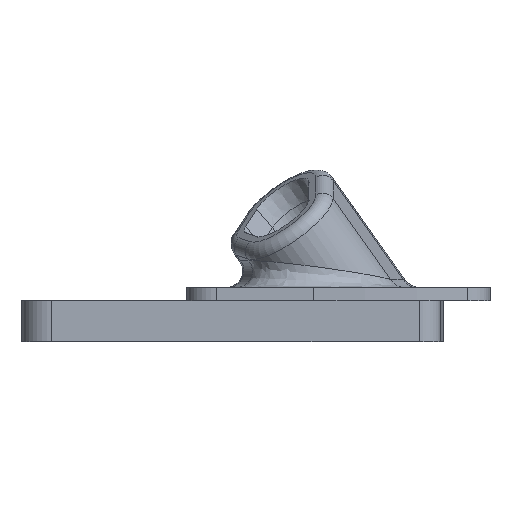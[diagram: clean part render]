
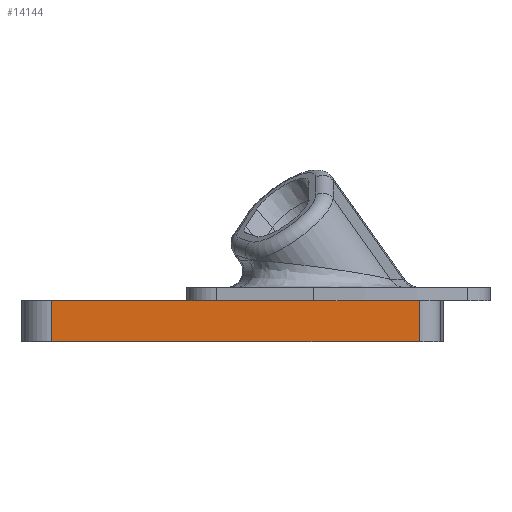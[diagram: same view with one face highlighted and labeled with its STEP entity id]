
A CAD part, left-side view. The second image highlights one B-rep face of the part: STEP entity #14144.
In plain terms, the highlighted planar face has unit normal (-1, 0, 0).
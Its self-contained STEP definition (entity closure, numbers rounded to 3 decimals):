
#6384 = PLANE('',#6385);
#6385 = AXIS2_PLACEMENT_3D('',#6386,#6387,#6388);
#6386 = CARTESIAN_POINT('',(0.,0.,-1.6));
#6387 = DIRECTION('',(0.,0.,1.));
#6388 = DIRECTION('',(1.,0.,0.));
#6847 = VERTEX_POINT('',#6848);
#6848 = CARTESIAN_POINT('',(-72.8,18.4,-1.6));
#6862 = PLANE('',#6863);
#6863 = AXIS2_PLACEMENT_3D('',#6864,#6865,#6866);
#6864 = CARTESIAN_POINT('',(0.,12.8,-1.6));
#6865 = DIRECTION('',(0.,0.,-1.));
#6866 = DIRECTION('',(-1.,0.,0.));
#11505 = EDGE_CURVE('',#6847,#11506,#11508,.T.);
#11506 = VERTEX_POINT('',#11507);
#11507 = CARTESIAN_POINT('',(-72.8,-9.8,-1.6));
#11508 = SURFACE_CURVE('',#11509,(#11513,#11520),.PCURVE_S1.);
#11509 = LINE('',#11510,#11511);
#11510 = CARTESIAN_POINT('',(-72.8,-4.9,-1.6));
#11511 = VECTOR('',#11512,1.);
#11512 = DIRECTION('',(0.,-1.,0.));
#11513 = PCURVE('',#6384,#11514);
#11514 = DEFINITIONAL_REPRESENTATION('',(#11515),#11519);
#11515 = LINE('',#11516,#11517);
#11516 = CARTESIAN_POINT('',(-72.8,-4.9));
#11517 = VECTOR('',#11518,1.);
#11518 = DIRECTION('',(0.,-1.));
#11519 = ( GEOMETRIC_REPRESENTATION_CONTEXT(2) 
PARAMETRIC_REPRESENTATION_CONTEXT() REPRESENTATION_CONTEXT('2D SPACE',''
  ) );
#11520 = PCURVE('',#11521,#11526);
#11521 = PLANE('',#11522);
#11522 = AXIS2_PLACEMENT_3D('',#11523,#11524,#11525);
#11523 = CARTESIAN_POINT('',(-72.8,-9.8,-1.6));
#11524 = DIRECTION('',(-1.,0.,0.));
#11525 = DIRECTION('',(0.,1.,0.));
#11526 = DEFINITIONAL_REPRESENTATION('',(#11527),#11531);
#11527 = LINE('',#11528,#11529);
#11528 = CARTESIAN_POINT('',(4.9,0.));
#11529 = VECTOR('',#11530,1.);
#11530 = DIRECTION('',(-1.,0.));
#11531 = ( GEOMETRIC_REPRESENTATION_CONTEXT(2) 
PARAMETRIC_REPRESENTATION_CONTEXT() REPRESENTATION_CONTEXT('2D SPACE',''
  ) );
#11550 = CYLINDRICAL_SURFACE('',#11551,2.6);
#11551 = AXIS2_PLACEMENT_3D('',#11552,#11553,#11554);
#11552 = CARTESIAN_POINT('',(-70.2,-9.8,-1.6));
#11553 = DIRECTION('',(0.,0.,-1.));
#11554 = DIRECTION('',(0.,-1.,0.));
#12076 = VERTEX_POINT('',#12077);
#12077 = CARTESIAN_POINT('',(-72.8,34.8,-1.6));
#12092 = CYLINDRICAL_SURFACE('',#12093,3.6);
#12093 = AXIS2_PLACEMENT_3D('',#12094,#12095,#12096);
#12094 = CARTESIAN_POINT('',(-69.2,34.8,-1.6));
#12095 = DIRECTION('',(0.,0.,-1.));
#12096 = DIRECTION('',(-1.,0.,0.));
#12104 = EDGE_CURVE('',#6847,#12076,#12105,.T.);
#12105 = SURFACE_CURVE('',#12106,(#12110,#12117),.PCURVE_S1.);
#12106 = LINE('',#12107,#12108);
#12107 = CARTESIAN_POINT('',(-72.8,-9.8,-1.6));
#12108 = VECTOR('',#12109,1.);
#12109 = DIRECTION('',(0.,1.,0.));
#12110 = PCURVE('',#6862,#12111);
#12111 = DEFINITIONAL_REPRESENTATION('',(#12112),#12116);
#12112 = LINE('',#12113,#12114);
#12113 = CARTESIAN_POINT('',(72.8,-22.6));
#12114 = VECTOR('',#12115,1.);
#12115 = DIRECTION('',(0.,1.));
#12116 = ( GEOMETRIC_REPRESENTATION_CONTEXT(2) 
PARAMETRIC_REPRESENTATION_CONTEXT() REPRESENTATION_CONTEXT('2D SPACE',''
  ) );
#12117 = PCURVE('',#11521,#12118);
#12118 = DEFINITIONAL_REPRESENTATION('',(#12119),#12123);
#12119 = LINE('',#12120,#12121);
#12120 = CARTESIAN_POINT('',(0.,0.));
#12121 = VECTOR('',#12122,1.);
#12122 = DIRECTION('',(1.,0.));
#12123 = ( GEOMETRIC_REPRESENTATION_CONTEXT(2) 
PARAMETRIC_REPRESENTATION_CONTEXT() REPRESENTATION_CONTEXT('2D SPACE',''
  ) );
#14144 = ADVANCED_FACE('',(#14145),#11521,.T.);
#14145 = FACE_BOUND('',#14146,.T.);
#14146 = EDGE_LOOP('',(#14147,#14148,#14149,#14172,#14200));
#14147 = ORIENTED_EDGE('',*,*,#11505,.F.);
#14148 = ORIENTED_EDGE('',*,*,#12104,.T.);
#14149 = ORIENTED_EDGE('',*,*,#14150,.T.);
#14150 = EDGE_CURVE('',#12076,#14151,#14153,.T.);
#14151 = VERTEX_POINT('',#14152);
#14152 = CARTESIAN_POINT('',(-72.8,34.8,-6.6));
#14153 = SURFACE_CURVE('',#14154,(#14158,#14165),.PCURVE_S1.);
#14154 = LINE('',#14155,#14156);
#14155 = CARTESIAN_POINT('',(-72.8,34.8,-1.6));
#14156 = VECTOR('',#14157,1.);
#14157 = DIRECTION('',(0.,0.,-1.));
#14158 = PCURVE('',#11521,#14159);
#14159 = DEFINITIONAL_REPRESENTATION('',(#14160),#14164);
#14160 = LINE('',#14161,#14162);
#14161 = CARTESIAN_POINT('',(44.6,0.));
#14162 = VECTOR('',#14163,1.);
#14163 = DIRECTION('',(0.,1.));
#14164 = ( GEOMETRIC_REPRESENTATION_CONTEXT(2) 
PARAMETRIC_REPRESENTATION_CONTEXT() REPRESENTATION_CONTEXT('2D SPACE',''
  ) );
#14165 = PCURVE('',#12092,#14166);
#14166 = DEFINITIONAL_REPRESENTATION('',(#14167),#14171);
#14167 = LINE('',#14168,#14169);
#14168 = CARTESIAN_POINT('',(0.,0.));
#14169 = VECTOR('',#14170,1.);
#14170 = DIRECTION('',(0.,1.));
#14171 = ( GEOMETRIC_REPRESENTATION_CONTEXT(2) 
PARAMETRIC_REPRESENTATION_CONTEXT() REPRESENTATION_CONTEXT('2D SPACE',''
  ) );
#14172 = ORIENTED_EDGE('',*,*,#14173,.F.);
#14173 = EDGE_CURVE('',#14174,#14151,#14176,.T.);
#14174 = VERTEX_POINT('',#14175);
#14175 = CARTESIAN_POINT('',(-72.8,-9.8,-6.6));
#14176 = SURFACE_CURVE('',#14177,(#14181,#14188),.PCURVE_S1.);
#14177 = LINE('',#14178,#14179);
#14178 = CARTESIAN_POINT('',(-72.8,-9.8,-6.6));
#14179 = VECTOR('',#14180,1.);
#14180 = DIRECTION('',(0.,1.,0.));
#14181 = PCURVE('',#11521,#14182);
#14182 = DEFINITIONAL_REPRESENTATION('',(#14183),#14187);
#14183 = LINE('',#14184,#14185);
#14184 = CARTESIAN_POINT('',(0.,5.));
#14185 = VECTOR('',#14186,1.);
#14186 = DIRECTION('',(1.,0.));
#14187 = ( GEOMETRIC_REPRESENTATION_CONTEXT(2) 
PARAMETRIC_REPRESENTATION_CONTEXT() REPRESENTATION_CONTEXT('2D SPACE',''
  ) );
#14188 = PCURVE('',#14189,#14194);
#14189 = PLANE('',#14190);
#14190 = AXIS2_PLACEMENT_3D('',#14191,#14192,#14193);
#14191 = CARTESIAN_POINT('',(0.,12.8,-6.6));
#14192 = DIRECTION('',(0.,0.,-1.));
#14193 = DIRECTION('',(-1.,0.,0.));
#14194 = DEFINITIONAL_REPRESENTATION('',(#14195),#14199);
#14195 = LINE('',#14196,#14197);
#14196 = CARTESIAN_POINT('',(72.8,-22.6));
#14197 = VECTOR('',#14198,1.);
#14198 = DIRECTION('',(0.,1.));
#14199 = ( GEOMETRIC_REPRESENTATION_CONTEXT(2) 
PARAMETRIC_REPRESENTATION_CONTEXT() REPRESENTATION_CONTEXT('2D SPACE',''
  ) );
#14200 = ORIENTED_EDGE('',*,*,#14201,.F.);
#14201 = EDGE_CURVE('',#11506,#14174,#14202,.T.);
#14202 = SURFACE_CURVE('',#14203,(#14207,#14214),.PCURVE_S1.);
#14203 = LINE('',#14204,#14205);
#14204 = CARTESIAN_POINT('',(-72.8,-9.8,-1.6));
#14205 = VECTOR('',#14206,1.);
#14206 = DIRECTION('',(0.,0.,-1.));
#14207 = PCURVE('',#11521,#14208);
#14208 = DEFINITIONAL_REPRESENTATION('',(#14209),#14213);
#14209 = LINE('',#14210,#14211);
#14210 = CARTESIAN_POINT('',(0.,0.));
#14211 = VECTOR('',#14212,1.);
#14212 = DIRECTION('',(0.,1.));
#14213 = ( GEOMETRIC_REPRESENTATION_CONTEXT(2) 
PARAMETRIC_REPRESENTATION_CONTEXT() REPRESENTATION_CONTEXT('2D SPACE',''
  ) );
#14214 = PCURVE('',#11550,#14215);
#14215 = DEFINITIONAL_REPRESENTATION('',(#14216),#14220);
#14216 = LINE('',#14217,#14218);
#14217 = CARTESIAN_POINT('',(1.571,0.));
#14218 = VECTOR('',#14219,1.);
#14219 = DIRECTION('',(0.,1.));
#14220 = ( GEOMETRIC_REPRESENTATION_CONTEXT(2) 
PARAMETRIC_REPRESENTATION_CONTEXT() REPRESENTATION_CONTEXT('2D SPACE',''
  ) );
